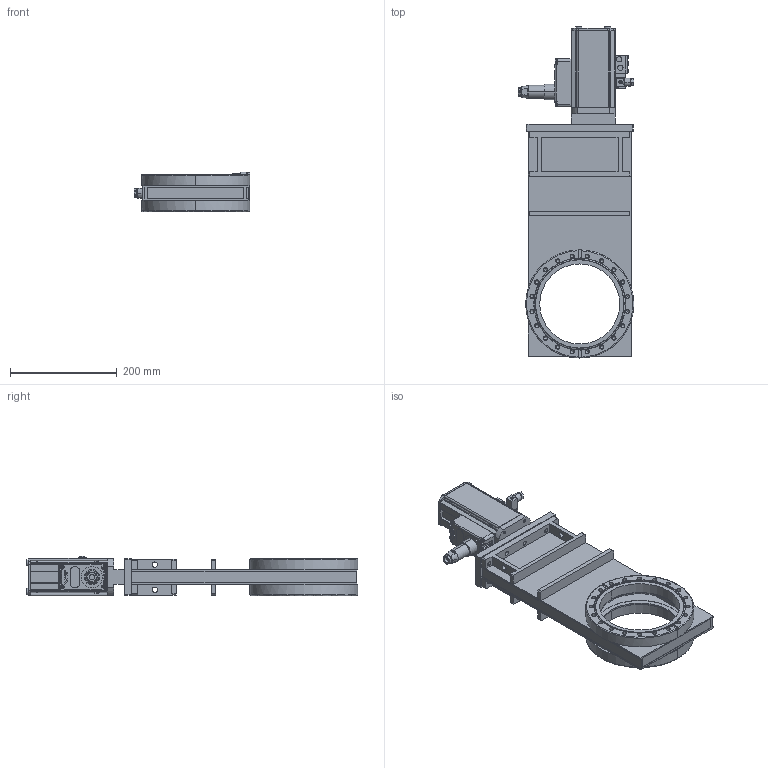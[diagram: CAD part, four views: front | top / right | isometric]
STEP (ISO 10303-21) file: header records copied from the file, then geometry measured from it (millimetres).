
FILE_DESCRIPTION (( 'STEP AP214' ), '1' );
FILE_NAME ('PFF88231.step', '2017-07-10T11:40:52', ( 'install' ), ( '' ), 'SwSTEP 2.0', 'SolidWorks 2015', '' );
FILE_SCHEMA (( 'AUTOMOTIVE_DESIGN' ));
Length unit declared in the file: millimetre
Products named in the file (1): PFF88231
Bounding box: 216.43 x 622.17 x 74.35 mm (x, y, z)
Volume: 2143681 mm3; surface area: 673127.4 mm2
Topology: 28 solids, 28 shells, 1661 faces, 4152 edges, 2629 vertices
Faces by surface type: cylinder 693, plane 688, bspline 222, cone 58
Entity records: 61880 total; most frequent: CARTESIAN_POINT 15718, ORIENTED_EDGE 8060, DIRECTION 8031, EDGE_CURVE 4030, AXIS2_PLACEMENT_3D 3038, VERTEX_POINT 2629, EDGE_LOOP 1971, VECTOR 1955
